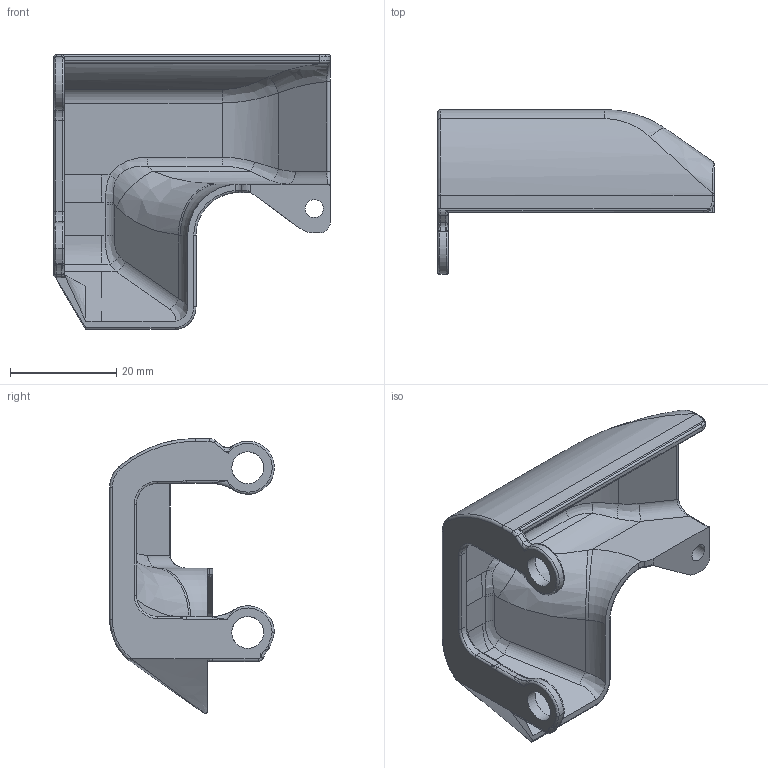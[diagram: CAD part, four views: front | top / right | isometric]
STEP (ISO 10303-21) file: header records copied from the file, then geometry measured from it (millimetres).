
FILE_DESCRIPTION(/* description */ (''),/* implementation_level */ '2;1');
FILE_NAME(/* name */ 'Voron_SwitchWire_Connector cover_LDO-42STH20-1004AS2.stp',/* time_stamp */ '2020-10-26T20:53:19+01:00',/* author */ ('PSHUGHAM'),/* organization */ (''),/* preprocessor_version */ 'ST-DEVELOPER v17.2',/* originating_system */ 'Autodesk Inventor 2019',/* authorisation */ '');
FILE_SCHEMA (('AUTOMOTIVE_DESIGN { 1 0 10303 214 3 1 1 }'));
Length unit declared in the file: millimetre
Products named in the file (1): Voron_SwitchWire_Connector cover_LDO-42STH20-1004AS2
Bounding box: 52.05 x 31 x 51.77 mm (x, y, z)
Volume: 6590.1 mm3; surface area: 8283 mm2
Topology: 1 solids, 1 shells, 209 faces, 517 edges, 299 vertices
Faces by surface type: cylinder 75, bspline 70, plane 34, torus 30
Full cylindrical faces by diameter (mm): 3.4 x1, 6 x2
Entity records: 8342 total; most frequent: CARTESIAN_POINT 3642, ORIENTED_EDGE 1012, DIRECTION 925, EDGE_CURVE 506, AXIS2_PLACEMENT_3D 373, VERTEX_POINT 299, EDGE_LOOP 215, FACE_OUTER_BOUND 209
